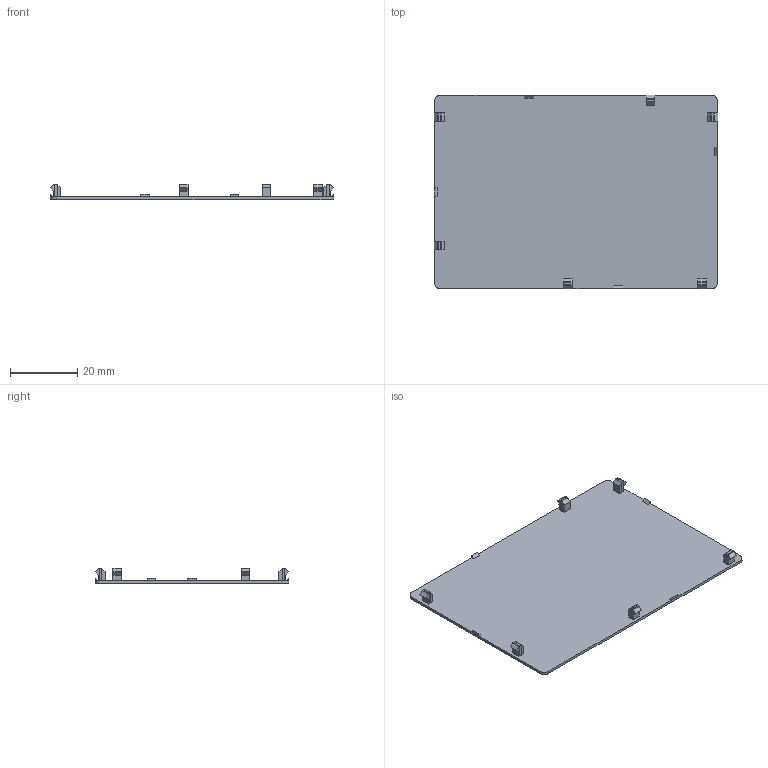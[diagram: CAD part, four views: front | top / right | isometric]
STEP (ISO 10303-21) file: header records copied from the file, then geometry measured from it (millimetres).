
FILE_DESCRIPTION(/* description */ (''),/* implementation_level */ '2;1');
FILE_NAME(/* name */ 'case_lid',/* time_stamp */ '2025-05-04T07:38:31+02:00',/* author */ (''),/* organization */ (''),/* preprocessor_version */ 'ST-DEVELOPER v10',/* originating_system */ '',/* authorisation */ '');
FILE_SCHEMA (('CONFIG_CONTROL_DESIGN'));
Length unit declared in the file: millimetre
Products named in the file (1): 1
Bounding box: 84.21 x 57.52 x 4.5 mm (x, y, z)
Volume: 4648.9 mm3; surface area: 9059.5 mm2
Topology: 17 solids, 17 shells, 114 faces, 240 edges, 160 vertices
Faces by surface type: plane 106, bspline 8
Entity records: 2790 total; most frequent: CARTESIAN_POINT 884, ORIENTED_EDGE 480, EDGE_CURVE 240, B_SPLINE_CURVE_WITH_KNOTS 236, VERTEX_POINT 160, ADVANCED_FACE 114, FACE_OUTER_BOUND 114, EDGE_LOOP 114
